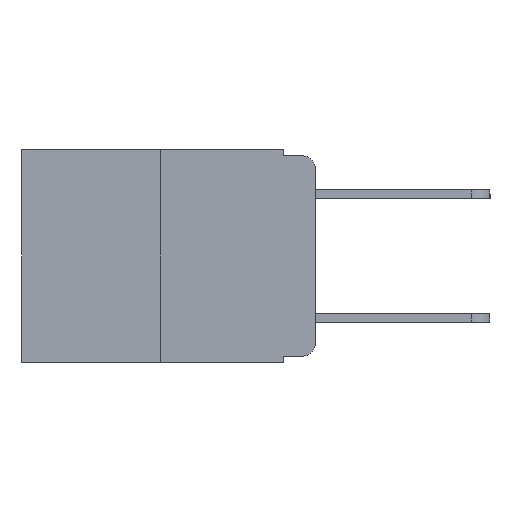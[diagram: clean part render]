
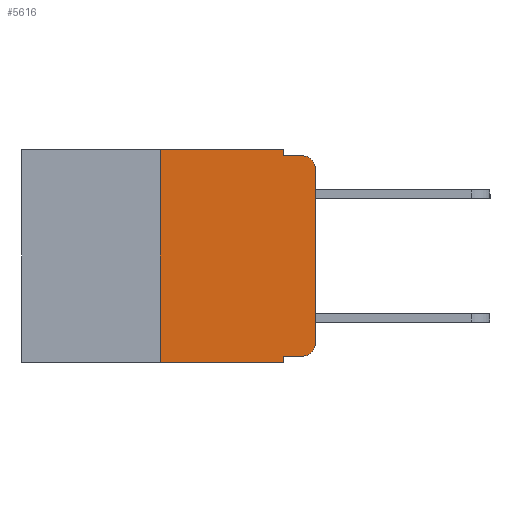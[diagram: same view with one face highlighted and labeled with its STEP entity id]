
A CAD part, left-side view. The second image highlights one B-rep face of the part: STEP entity #5616.
In plain terms, the highlighted planar face has unit normal (-1, 0, 0).
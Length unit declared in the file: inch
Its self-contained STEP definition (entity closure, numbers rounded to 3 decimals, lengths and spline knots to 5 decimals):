
#89 = VERTEX_POINT ( 'NONE', #630 ) ;
#224 = ORIENTED_EDGE ( 'NONE', *, *, #819, .T. ) ;
#355 = CARTESIAN_POINT ( 'NONE',  ( 0., 0.02, -0.333 ) ) ;
#593 = VECTOR ( 'NONE', #5353, 39.37008 ) ;
#630 = CARTESIAN_POINT ( 'NONE',  ( 0., 0.051, -0.343 ) ) ;
#819 = EDGE_CURVE ( 'NONE', #4863, #6223, #6589, .T. ) ;
#1218 = EDGE_LOOP ( 'NONE', ( #1757, #1769, #2487, #2594, #2937, #3076, #3311, #4092, #2357, #224 ) ) ;
#1293 = LINE ( 'NONE', #12338, #7165 ) ;
#1757 = ORIENTED_EDGE ( 'NONE', *, *, #2264, .T. ) ;
#1769 = ORIENTED_EDGE ( 'NONE', *, *, #7314, .T. ) ;
#1795 = AXIS2_PLACEMENT_3D ( 'NONE', #7730, #7711, #7698 ) ;
#1824 = VECTOR ( 'NONE', #2728, 39.37008 ) ;
#2081 = CARTESIAN_POINT ( 'NONE',  ( 0., 0.051, -0.333 ) ) ;
#2264 = EDGE_CURVE ( 'NONE', #6223, #6024, #3745, .T. ) ;
#2357 = ORIENTED_EDGE ( 'NONE', *, *, #2364, .T. ) ;
#2364 = EDGE_CURVE ( 'NONE', #5693, #4863, #5647, .T. ) ;
#2487 = ORIENTED_EDGE ( 'NONE', *, *, #4908, .F. ) ;
#2594 = ORIENTED_EDGE ( 'NONE', *, *, #7482, .F. ) ;
#2718 = CARTESIAN_POINT ( 'NONE',  ( 0., 0.473, -0.343 ) ) ;
#2728 = DIRECTION ( 'NONE',  ( 0., -1., 0. ) ) ;
#2937 = ORIENTED_EDGE ( 'NONE', *, *, #4179, .F. ) ;
#3076 = ORIENTED_EDGE ( 'NONE', *, *, #9240, .F. ) ;
#3230 = FACE_OUTER_BOUND ( 'NONE', #1218, .T. ) ;
#3311 = ORIENTED_EDGE ( 'NONE', *, *, #4689, .T. ) ;
#3550 = LINE ( 'NONE', #6333, #593 ) ;
#3745 = LINE ( 'NONE', #5372, #8347 ) ;
#3872 = EDGE_CURVE ( 'NONE', #5693, #89, #9962, .T. ) ;
#3976 = VERTEX_POINT ( 'NONE', #8786 ) ;
#4092 = ORIENTED_EDGE ( 'NONE', *, *, #3872, .F. ) ;
#4179 = EDGE_CURVE ( 'NONE', #3976, #6424, #3550, .T. ) ;
#4615 = DIRECTION ( 'NONE',  ( 0., 0., 1. ) ) ;
#4689 = EDGE_CURVE ( 'NONE', #8652, #89, #9113, .T. ) ;
#4706 = DIRECTION ( 'NONE',  ( 0., 0., -1. ) ) ;
#4813 = CARTESIAN_POINT ( 'NONE',  ( 0., 0.051, 0. ) ) ;
#4863 = VERTEX_POINT ( 'NONE', #355 ) ;
#4908 = EDGE_CURVE ( 'NONE', #6206, #7427, #1293, .T. ) ;
#4936 = CARTESIAN_POINT ( 'NONE',  ( 0., 0.051, 0. ) ) ;
#4973 = VECTOR ( 'NONE', #6737, 39.37008 ) ;
#5353 = DIRECTION ( 'NONE',  ( 0., -1., 0. ) ) ;
#5372 = CARTESIAN_POINT ( 'NONE',  ( 0., 0., 0. ) ) ;
#5495 = CARTESIAN_POINT ( 'NONE',  ( 0., 0., -0.03 ) ) ;
#5524 = DIRECTION ( 'NONE',  ( 0., 0., -1. ) ) ;
#5616 = ADVANCED_FACE ( 'NONE', ( #3230 ), #5860, .F. ) ;
#5647 = LINE ( 'NONE', #2081, #4973 ) ;
#5693 = VERTEX_POINT ( 'NONE', #11945 ) ;
#5817 = CARTESIAN_POINT ( 'NONE',  ( 0., 0.473, 0. ) ) ;
#5860 = PLANE ( 'NONE',  #9171 ) ;
#5919 = DIRECTION ( 'NONE',  ( 0., 0., -1. ) ) ;
#5949 = DIRECTION ( 'NONE',  ( 0., 0., -1. ) ) ;
#6024 = VERTEX_POINT ( 'NONE', #5495 ) ;
#6104 = CARTESIAN_POINT ( 'NONE',  ( 0., 0.051, 0. ) ) ;
#6206 = VERTEX_POINT ( 'NONE', #9619 ) ;
#6223 = VERTEX_POINT ( 'NONE', #9254 ) ;
#6333 = CARTESIAN_POINT ( 'NONE',  ( 0., 0.473, 0. ) ) ;
#6424 = VERTEX_POINT ( 'NONE', #4813 ) ;
#6479 = CARTESIAN_POINT ( 'NONE',  ( 0., 0.02, -0.01 ) ) ;
#6589 = CIRCLE ( 'NONE', #9469, 0.02 ) ;
#6737 = DIRECTION ( 'NONE',  ( 0., -1., 0. ) ) ;
#6935 = DIRECTION ( 'NONE',  ( 1., 0., 0. ) ) ;
#7160 = DIRECTION ( 'NONE',  ( 0., 0., 1. ) ) ;
#7165 = VECTOR ( 'NONE', #10060, 39.37008 ) ;
#7314 = EDGE_CURVE ( 'NONE', #6024, #7427, #11614, .T. ) ;
#7375 = CARTESIAN_POINT ( 'NONE',  ( 0., 0.25, 0. ) ) ;
#7427 = VERTEX_POINT ( 'NONE', #6479 ) ;
#7482 = EDGE_CURVE ( 'NONE', #6424, #6206, #10048, .T. ) ;
#7698 = DIRECTION ( 'NONE',  ( 0., 0., -1. ) ) ;
#7711 = DIRECTION ( 'NONE',  ( -1., 0., 0. ) ) ;
#7717 = VECTOR ( 'NONE', #5919, 39.37008 ) ;
#7730 = CARTESIAN_POINT ( 'NONE',  ( 0., 0.02, -0.03 ) ) ;
#8102 = VECTOR ( 'NONE', #7160, 39.37008 ) ;
#8172 = CARTESIAN_POINT ( 'NONE',  ( 0., 0.02, -0.313 ) ) ;
#8347 = VECTOR ( 'NONE', #4615, 39.37008 ) ;
#8652 = VERTEX_POINT ( 'NONE', #11527 ) ;
#8786 = CARTESIAN_POINT ( 'NONE',  ( 0., 0.25, 0. ) ) ;
#9081 = DIRECTION ( 'NONE',  ( -1., 0., 0. ) ) ;
#9113 = LINE ( 'NONE', #2718, #1824 ) ;
#9171 = AXIS2_PLACEMENT_3D ( 'NONE', #5817, #6935, #5949 ) ;
#9240 = EDGE_CURVE ( 'NONE', #8652, #3976, #10397, .T. ) ;
#9254 = CARTESIAN_POINT ( 'NONE',  ( 0., 0., -0.313 ) ) ;
#9469 = AXIS2_PLACEMENT_3D ( 'NONE', #8172, #9081, #5524 ) ;
#9619 = CARTESIAN_POINT ( 'NONE',  ( 0., 0.051, -0.01 ) ) ;
#9962 = LINE ( 'NONE', #4936, #12381 ) ;
#10048 = LINE ( 'NONE', #6104, #7717 ) ;
#10060 = DIRECTION ( 'NONE',  ( 0., -1., 0. ) ) ;
#10397 = LINE ( 'NONE', #7375, #8102 ) ;
#11527 = CARTESIAN_POINT ( 'NONE',  ( 0., 0.25, -0.343 ) ) ;
#11614 = CIRCLE ( 'NONE', #1795, 0.02 ) ;
#11945 = CARTESIAN_POINT ( 'NONE',  ( 0., 0.051, -0.333 ) ) ;
#12338 = CARTESIAN_POINT ( 'NONE',  ( 0., 0.051, -0.01 ) ) ;
#12381 = VECTOR ( 'NONE', #4706, 39.37008 ) ;
